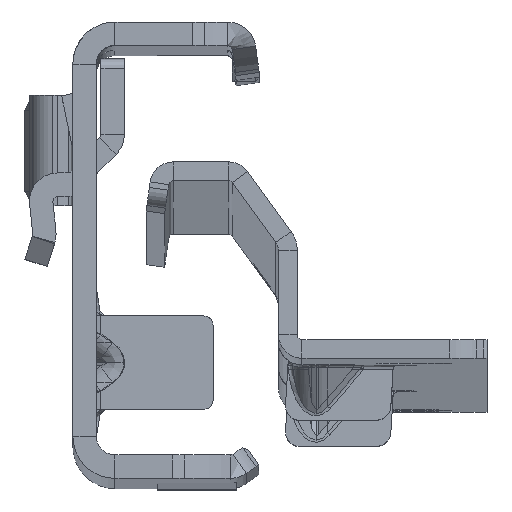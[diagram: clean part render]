
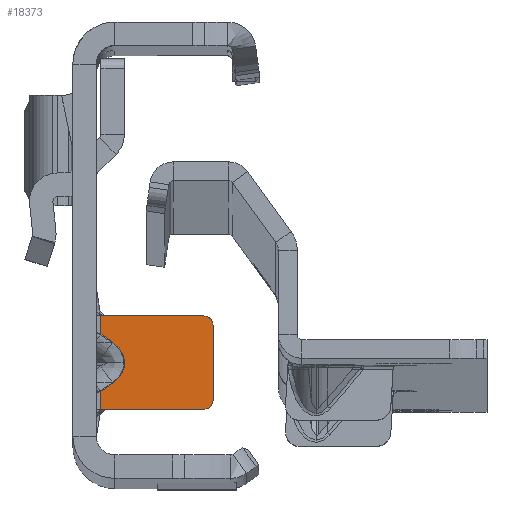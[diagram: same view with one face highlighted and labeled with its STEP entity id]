
A CAD part, top view. The second image highlights one B-rep face of the part: STEP entity #18373.
In plain terms, the highlighted planar face has unit normal (0, 0, 1).
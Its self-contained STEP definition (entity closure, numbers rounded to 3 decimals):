
#141 = VERTEX_POINT ( 'NONE', #4257 ) ;
#564 = DIRECTION ( 'NONE',  ( 0., 1., 0. ) ) ;
#795 = VERTEX_POINT ( 'NONE', #12865 ) ;
#859 = AXIS2_PLACEMENT_3D ( 'NONE', #15240, #15050, #6321 ) ;
#903 = EDGE_CURVE ( 'NONE', #10107, #3543, #16421, .T. ) ;
#972 = DIRECTION ( 'NONE',  ( -0.816, 0.577, 0. ) ) ;
#1433 = CARTESIAN_POINT ( 'NONE',  ( -37.326, 22.3, -591.5 ) ) ;
#1798 = AXIS2_PLACEMENT_3D ( 'NONE', #16032, #13435, #11705 ) ;
#2076 = VERTEX_POINT ( 'NONE', #7678 ) ;
#2201 = VECTOR ( 'NONE', #3060, 1000. ) ;
#2275 = CARTESIAN_POINT ( 'NONE',  ( 11.5, -15.6, -591.5 ) ) ;
#2404 = EDGE_CURVE ( 'NONE', #13113, #8357, #18029, .T. ) ;
#2723 = DIRECTION ( 'NONE',  ( 1., 0., 0. ) ) ;
#2951 = ORIENTED_EDGE ( 'NONE', *, *, #6555, .T. ) ;
#2993 = CARTESIAN_POINT ( 'NONE',  ( 1.757, -12.792, -591.5 ) ) ;
#3060 = DIRECTION ( 'NONE',  ( 1., 0., 0. ) ) ;
#3166 = DIRECTION ( 'NONE',  ( 0., 1., 0. ) ) ;
#3543 = VERTEX_POINT ( 'NONE', #10175 ) ;
#3669 = CARTESIAN_POINT ( 'NONE',  ( 3.573, -9.692, -591.5 ) ) ;
#3820 = VECTOR ( 'NONE', #3166, 1000. ) ;
#3857 = CARTESIAN_POINT ( 'NONE',  ( 2.624, -12.179, -591.5 ) ) ;
#3944 = CIRCLE ( 'NONE', #859, 1. ) ;
#4257 = CARTESIAN_POINT ( 'NONE',  ( 0.5, -5.6, -591.5 ) ) ;
#4308 = DIRECTION ( 'NONE',  ( 0., 0., -1. ) ) ;
#4544 = DIRECTION ( 'NONE',  ( -1., 0., 0. ) ) ;
#4959 = ORIENTED_EDGE ( 'NONE', *, *, #11906, .F. ) ;
#5036 = CARTESIAN_POINT ( 'NONE',  ( 0.708, -15.6, -591.5 ) ) ;
#5387 = EDGE_CURVE ( 'NONE', #8323, #16881, #10841, .T. ) ;
#5551 = DIRECTION ( 'NONE',  ( 0.816, 0.577, 0. ) ) ;
#5926 = EDGE_CURVE ( 'NONE', #16881, #141, #14930, .T. ) ;
#6024 = CARTESIAN_POINT ( 'NONE',  ( -1.826, -15.6, -591.5 ) ) ;
#6052 = VECTOR ( 'NONE', #5551, 1000. ) ;
#6064 = VECTOR ( 'NONE', #564, 1000. ) ;
#6321 = DIRECTION ( 'NONE',  ( 0., 1., 0. ) ) ;
#6555 = EDGE_CURVE ( 'NONE', #14960, #13113, #17220, .T. ) ;
#6915 = CARTESIAN_POINT ( 'NONE',  ( 0.5, -13.681, -591.5 ) ) ;
#6939 = ORIENTED_EDGE ( 'NONE', *, *, #12558, .F. ) ;
#7577 = ORIENTED_EDGE ( 'NONE', *, *, #18608, .T. ) ;
#7670 = VECTOR ( 'NONE', #10427, 1000. ) ;
#7678 = CARTESIAN_POINT ( 'NONE',  ( 11.5, -5.6, -591.5 ) ) ;
#7684 = CARTESIAN_POINT ( 'NONE',  ( 3.573, -11.508, -591.5 ) ) ;
#7983 = CARTESIAN_POINT ( 'NONE',  ( 1.367, -8.131, -591.5 ) ) ;
#8323 = VERTEX_POINT ( 'NONE', #14667 ) ;
#8357 = VERTEX_POINT ( 'NONE', #2275 ) ;
#8384 = ORIENTED_EDGE ( 'NONE', *, *, #5926, .F. ) ;
#8391 = CARTESIAN_POINT ( 'NONE',  ( 12.5, -14.6, -591.5 ) ) ;
#8819 = ORIENTED_EDGE ( 'NONE', *, *, #18126, .T. ) ;
#8898 = VECTOR ( 'NONE', #4544, 1000. ) ;
#9208 = CARTESIAN_POINT ( 'NONE',  ( 12.5, -6.6, -591.5 ) ) ;
#9396 = DIRECTION ( 'NONE',  ( -1., 0., 0. ) ) ;
#9496 = CARTESIAN_POINT ( 'NONE',  ( 1.757, -8.408, -591.5 ) ) ;
#9819 = CARTESIAN_POINT ( 'NONE',  ( -1.826, -15.6, -591.5 ) ) ;
#10107 = VERTEX_POINT ( 'NONE', #8391 ) ;
#10175 = CARTESIAN_POINT ( 'NONE',  ( 12.5, -6.6, -591.5 ) ) ;
#10236 = PLANE ( 'NONE',  #13117 ) ;
#10427 = DIRECTION ( 'NONE',  ( 0., 1., 0. ) ) ;
#10841 = LINE ( 'NONE', #7983, #13473 ) ;
#11030 = CARTESIAN_POINT ( 'NONE',  ( 1.757, -12.792, -591.5 ) ) ;
#11522 = LINE ( 'NONE', #17390, #17624 ) ;
#11691 = EDGE_CURVE ( 'NONE', #16734, #15496, #18715, .T. ) ;
#11705 = DIRECTION ( 'NONE',  ( 0., -1., 0. ) ) ;
#11906 = EDGE_CURVE ( 'NONE', #14960, #16734, #16403, .T. ) ;
#12558 = EDGE_CURVE ( 'NONE', #15496, #8323, #13918, .T. ) ;
#12597 = ORIENTED_EDGE ( 'NONE', *, *, #5387, .F. ) ;
#12865 = CARTESIAN_POINT ( 'NONE',  ( 0.708, -5.6, -591.5 ) ) ;
#12943 = ORIENTED_EDGE ( 'NONE', *, *, #11691, .F. ) ;
#13113 = VERTEX_POINT ( 'NONE', #5036 ) ;
#13117 = AXIS2_PLACEMENT_3D ( 'NONE', #1433, #4308, #13506 ) ;
#13273 = CARTESIAN_POINT ( 'NONE',  ( -1.826, -5.6, -591.5 ) ) ;
#13435 = DIRECTION ( 'NONE',  ( 0., 0., 1. ) ) ;
#13473 = VECTOR ( 'NONE', #972, 1000. ) ;
#13506 = DIRECTION ( 'NONE',  ( 0., 1., 0. ) ) ;
#13549 = LINE ( 'NONE', #13273, #8898 ) ;
#13918 =( BOUNDED_CURVE ( )  B_SPLINE_CURVE ( 3, ( #11030, #7684, #3669, #9496 ),
 .UNSPECIFIED., .F., .F. ) 
 B_SPLINE_CURVE_WITH_KNOTS ( ( 4, 4 ),
 ( 2.356, 3.927 ),
 .UNSPECIFIED. ) 
 CURVE ( )  GEOMETRIC_REPRESENTATION_ITEM ( )  RATIONAL_B_SPLINE_CURVE ( ( 1., 0.805, 0.805, 1. ) ) 
 REPRESENTATION_ITEM ( '' )  );
#14361 = CIRCLE ( 'NONE', #1798, 1. ) ;
#14546 = EDGE_CURVE ( 'NONE', #795, #141, #11522, .T. ) ;
#14667 = CARTESIAN_POINT ( 'NONE',  ( 1.757, -8.408, -591.5 ) ) ;
#14683 = CARTESIAN_POINT ( 'NONE',  ( 0.5, -7.519, -591.5 ) ) ;
#14930 = LINE ( 'NONE', #16391, #7670 ) ;
#14960 = VERTEX_POINT ( 'NONE', #18120 ) ;
#15050 = DIRECTION ( 'NONE',  ( 0., 0., 1. ) ) ;
#15183 = VECTOR ( 'NONE', #2723, 1000. ) ;
#15240 = CARTESIAN_POINT ( 'NONE',  ( 11.5, -14.6, -591.5 ) ) ;
#15450 = ORIENTED_EDGE ( 'NONE', *, *, #2404, .T. ) ;
#15496 = VERTEX_POINT ( 'NONE', #2993 ) ;
#16032 = CARTESIAN_POINT ( 'NONE',  ( 11.5, -6.6, -591.5 ) ) ;
#16098 = ORIENTED_EDGE ( 'NONE', *, *, #14546, .T. ) ;
#16391 = CARTESIAN_POINT ( 'NONE',  ( 0.5, 22.3, -591.5 ) ) ;
#16403 = LINE ( 'NONE', #18216, #6064 ) ;
#16421 = LINE ( 'NONE', #9208, #3820 ) ;
#16734 = VERTEX_POINT ( 'NONE', #6915 ) ;
#16864 = EDGE_CURVE ( 'NONE', #3543, #2076, #14361, .T. ) ;
#16881 = VERTEX_POINT ( 'NONE', #14683 ) ;
#17220 = LINE ( 'NONE', #9819, #15183 ) ;
#17374 = ORIENTED_EDGE ( 'NONE', *, *, #903, .T. ) ;
#17390 = CARTESIAN_POINT ( 'NONE',  ( -1.826, -5.6, -591.5 ) ) ;
#17624 = VECTOR ( 'NONE', #9396, 1000. ) ;
#17637 = EDGE_LOOP ( 'NONE', ( #12597, #6939, #12943, #4959, #2951, #15450, #8819, #17374, #18149, #7577, #16098, #8384 ) ) ;
#17650 = FACE_OUTER_BOUND ( 'NONE', #17637, .T. ) ;
#18029 = LINE ( 'NONE', #6024, #2201 ) ;
#18120 = CARTESIAN_POINT ( 'NONE',  ( 0.5, -15.6, -591.5 ) ) ;
#18126 = EDGE_CURVE ( 'NONE', #8357, #10107, #3944, .T. ) ;
#18149 = ORIENTED_EDGE ( 'NONE', *, *, #16864, .T. ) ;
#18216 = CARTESIAN_POINT ( 'NONE',  ( 0.5, 22.3, -591.5 ) ) ;
#18373 = ADVANCED_FACE ( 'NONE', ( #17650 ), #10236, .F. ) ;
#18608 = EDGE_CURVE ( 'NONE', #2076, #795, #13549, .T. ) ;
#18715 = LINE ( 'NONE', #3857, #6052 ) ;
